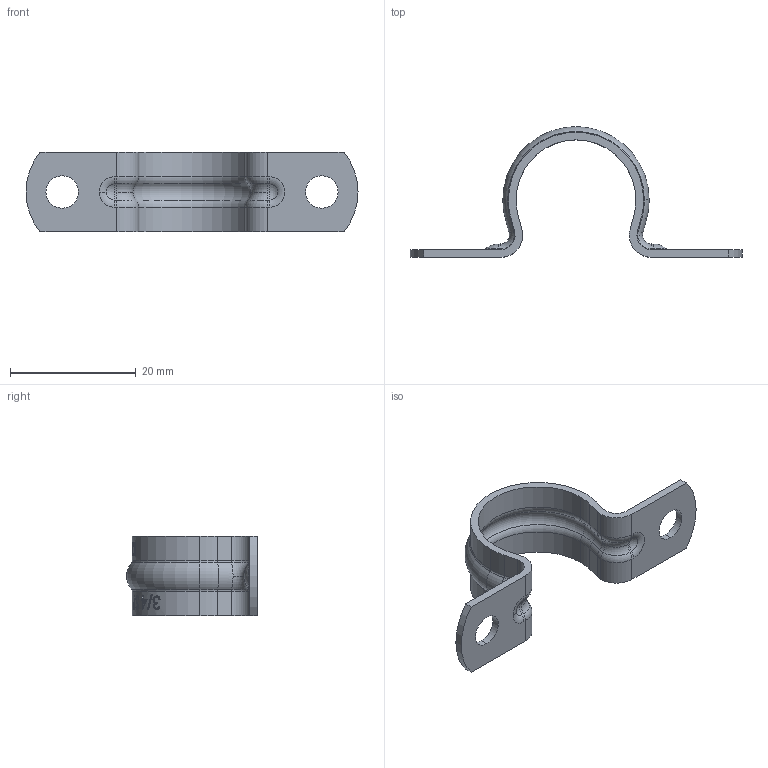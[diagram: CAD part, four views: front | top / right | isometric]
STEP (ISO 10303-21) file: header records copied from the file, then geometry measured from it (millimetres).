
FILE_DESCRIPTION (( 'STEP AP214' ), '1' );
FILE_NAME ('SP 1207Z1.STEP', '2019-07-12T19:07:52', ( '' ), ( '' ), 'SwSTEP 2.0', 'SolidWorks 2018', '' );
FILE_SCHEMA (( 'AUTOMOTIVE_DESIGN' ));
Length unit declared in the file: inch
Products named in the file (1): SP 1207Z1
Bounding box: 52.79 x 20.78 x 12.7 mm (x, y, z)
Volume: 1215 mm3; surface area: 2271.8 mm2
Topology: 1 solids, 1 shells, 284 faces, 713 edges, 448 vertices
Faces by surface type: bspline 89, plane 72, cylinder 71, torus 48, sphere 4
Entity records: 16291 total; most frequent: CARTESIAN_POINT 10073, ORIENTED_EDGE 1426, DIRECTION 1056, EDGE_CURVE 713, VERTEX_POINT 448, AXIS2_PLACEMENT_3D 416, EDGE_LOOP 305, ADVANCED_FACE 284
